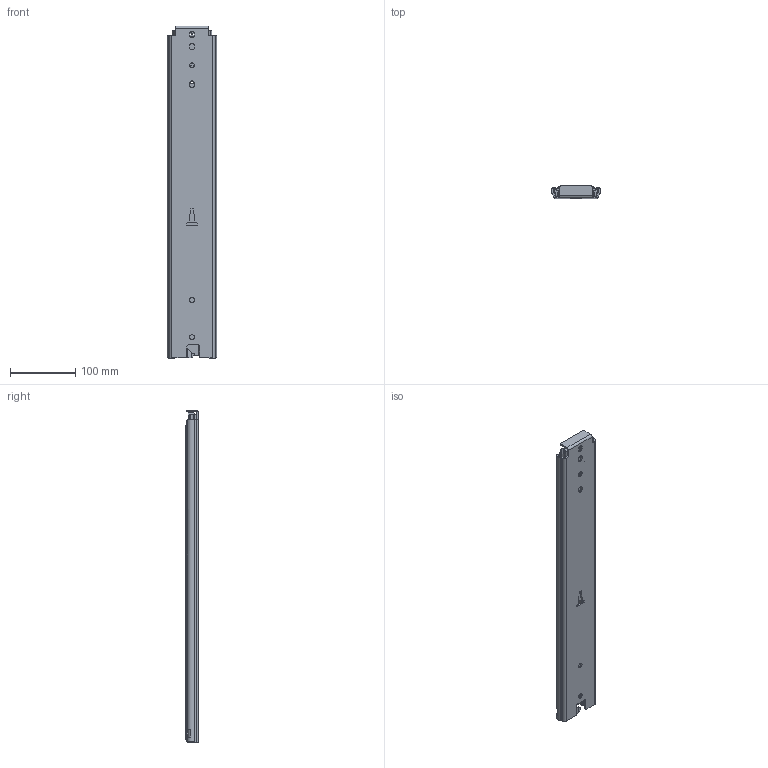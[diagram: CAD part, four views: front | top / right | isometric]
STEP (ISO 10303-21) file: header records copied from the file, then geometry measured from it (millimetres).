
FILE_DESCRIPTION((''),'2;1');
FILE_NAME('Schiene_508_kpl.stp','2013-11-29T10:39:50',('Johanson'),(''),'Autodesk Inventor 2011','Autodesk Inventor 2011','');
FILE_SCHEMA(('AUTOMOTIVE_DESIGN { 1 0 10303 214 1 1 1 1 }'));
Length unit declared in the file: millimetre
Products named in the file (12): Schiene_508_kpl; Schiene breit 508 mm; Schiene mittig 508 mm kpl; Schiene mittig 508 mm; Puffer groß; Freigeber groß; Schiene schmal 508 mm kpl; Schiene schmal 508 mm; Kugelhalter_508_kpl; Kugelhalter_508; Kugel_9; Rolle
Assembly tree (22 placements, depth 3):
  Schiene_508_kpl
    Schiene breit 508 mm
    Schiene mittig 508 mm kpl
      Schiene mittig 508 mm
      Puffer groß
      Freigeber groß
    Schiene schmal 508 mm kpl
      Schiene schmal 508 mm
    Kugelhalter_508_kpl  x4
      Kugelhalter_508
      Kugel_9
    Rolle  x2
Bounding box: 75.3 x 19.2 x 508 mm (x, y, z)
Volume: 339947.2 mm3; surface area: 271346.9 mm2
Topology: 44 solids, 44 shells, 688 faces, 2139 edges, 1383 vertices
Faces by surface type: plane 346, cylinder 304, sphere 34, cone 4
Full cylindrical faces by diameter (mm): 3 x1, 4 x1, 5 x1, 6 x1, 6.4 x1, 6.5 x6, 7.5 x3, 9 x34, 26 x2
Entity records: 19454 total; most frequent: CARTESIAN_POINT 4007, ORIENTED_EDGE 3208, DIRECTION 3161, EDGE_CURVE 1604, VERTEX_POINT 1063, AXIS2_PLACEMENT_3D 1061, VECTOR 1039, LINE 1039
